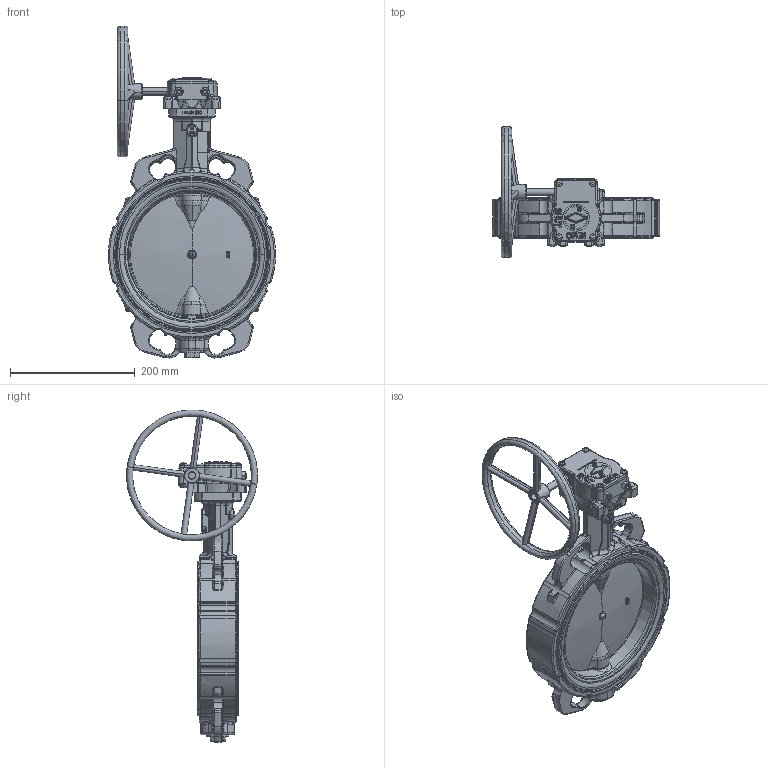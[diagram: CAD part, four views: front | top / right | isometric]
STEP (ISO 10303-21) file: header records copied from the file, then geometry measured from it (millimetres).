
FILE_DESCRIPTION (( 'STEP AP203' ), '1' );
FILE_NAME ('AK01_DN200_Getriebe.STEP', '2022-10-06T09:41:42', ( '' ), ( '' ), 'SwSTEP 2.0', 'SolidWorks 2021', '' );
FILE_SCHEMA (( 'CONFIG_CONTROL_DESIGN' ));
Length unit declared in the file: metre
Products named in the file (5): AK01_DN125-200_Getriebe; AK01_DN125-200_Getriebe mit Handrad; AK01_DN200_Getriebe; AK01_DN125-200_Getriebe - Handrad; AK01_DN200_OH
Assembly tree (4 placements, depth 3):
  AK01_DN200_Getriebe
    AK01_DN125-200_Getriebe mit Handrad
      AK01_DN125-200_Getriebe
      AK01_DN125-200_Getriebe - Handrad
    AK01_DN200_OH
Bounding box: 268 x 209.85 x 532.13 mm (x, y, z)
Volume: 2680028.6 mm3; surface area: 376751.8 mm2
Topology: 3 solids, 26 shells, 2624 faces, 6541 edges, 3957 vertices
Faces by surface type: cylinder 681, plane 543, bspline 522, torus 469, cone 310, sphere 99
Entity records: 129267 total; most frequent: CARTESIAN_POINT 71199, ORIENTED_EDGE 12924, DIRECTION 11112, EDGE_CURVE 6462, AXIS2_PLACEMENT_3D 4591, VERTEX_POINT 3957, EDGE_LOOP 2749, FACE_OUTER_BOUND 2624
